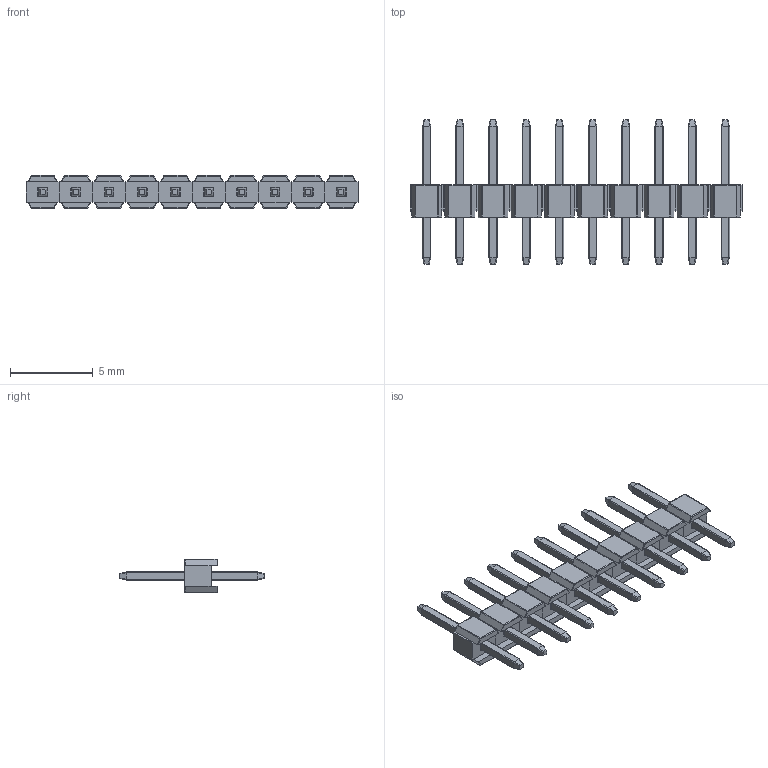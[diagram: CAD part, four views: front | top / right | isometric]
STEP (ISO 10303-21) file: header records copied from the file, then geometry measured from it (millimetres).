
FILE_DESCRIPTION (( 'STEP AP214' ), '1' );
FILE_NAME ('2PH1-10-UA.STEP', '2019-04-09T19:24:57', ( '' ), ( '' ), 'SwSTEP 2.0', 'SolidWorks 2014', '' );
FILE_SCHEMA (( 'AUTOMOTIVE_DESIGN' ));
Length unit declared in the file: millimetre
Products named in the file (1): 2PH1-10-UA
Bounding box: 20 x 8.7 x 2 mm (x, y, z)
Volume: 80.7 mm3; surface area: 419.1 mm2
Topology: 30 solids, 30 shells, 1060 faces, 2600 edges, 1520 vertices
Faces by surface type: cylinder 480, plane 420, torus 80, sphere 80
Entity records: 30939 total; most frequent: CARTESIAN_POINT 6901, ORIENTED_EDGE 5040, DIRECTION 4922, EDGE_CURVE 2520, AXIS2_PLACEMENT_3D 1741, VERTEX_POINT 1520, VECTOR 1440, LINE 1440
